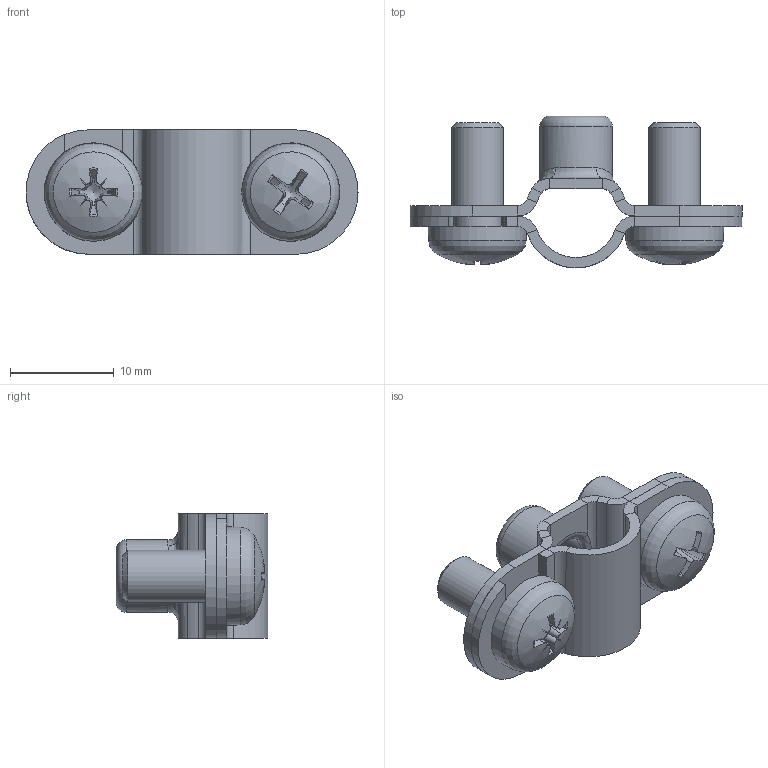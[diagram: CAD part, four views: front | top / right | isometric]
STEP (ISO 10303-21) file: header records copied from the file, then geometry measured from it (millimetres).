
FILE_DESCRIPTION(/* description */ (''),/* implementation_level */ '2;1');
FILE_NAME(/* name */ 'KSA8.stp',/* time_stamp */ '2020-12-04T09:59:45+01:00',/* author */ ('stanislaw.luczak'),/* organization */ (''),/* preprocessor_version */ 'ST-DEVELOPER v18.1',/* originating_system */ 'Autodesk Inventor 2021',/* authorisation */ '');
FILE_SCHEMA (('AUTOMOTIVE_DESIGN { 1 0 10303 214 3 1 1 }'));
Length unit declared in the file: millimetre
Products named in the file (5): KSA8; KSA8 góra; KSA8 dół; ISO 7045 - M5 x 10 - 4.8 - H; ISO 7045 - M5 x 10 - 4.8 - Z
Assembly tree (4 placements, depth 2):
  KSA8
    KSA8 góra
    KSA8 dół
    ISO 7045 - M5 x 10 - 4.8 - H
    ISO 7045 - M5 x 10 - 4.8 - Z
Bounding box: 32 x 14.63 x 12.02 mm (x, y, z)
Volume: 1544.3 mm3; surface area: 2546.8 mm2
Topology: 4 solids, 4 shells, 152 faces, 383 edges, 240 vertices
Faces by surface type: plane 71, cylinder 32, cone 28, torus 15, bspline 4, sphere 2
Full cylindrical faces by diameter (mm): 4.134 x2, 4.567 x2, 4.917 x1, 5 x2, 5.5 x1, 7 x1
Entity records: 5314 total; most frequent: CARTESIAN_POINT 1530, DIRECTION 784, ORIENTED_EDGE 762, EDGE_CURVE 381, AXIS2_PLACEMENT_3D 326, VERTEX_POINT 240, EDGE_LOOP 163, CIRCLE 161
